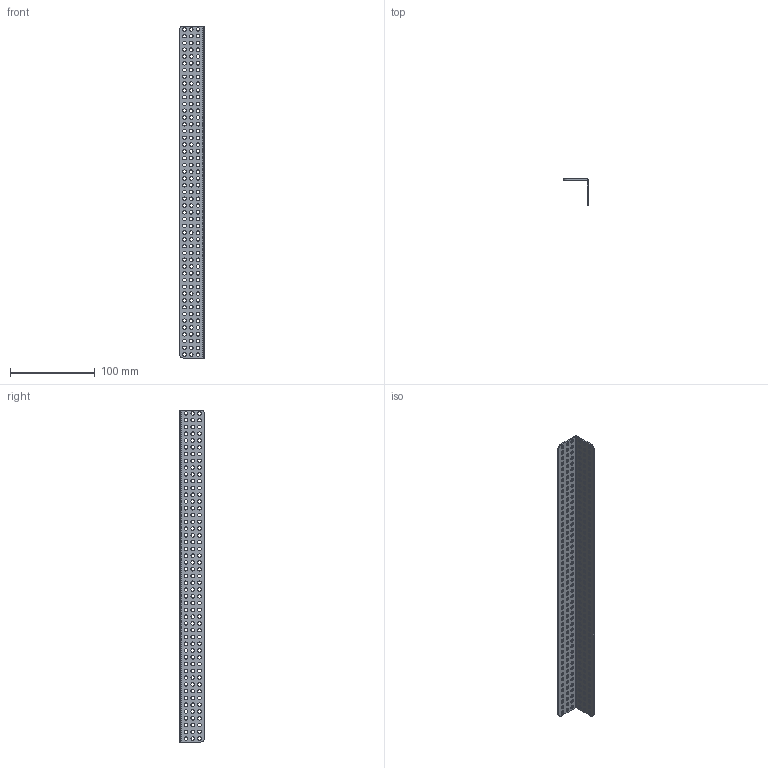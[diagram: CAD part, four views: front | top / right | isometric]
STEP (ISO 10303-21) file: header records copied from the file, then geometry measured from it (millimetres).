
FILE_DESCRIPTION (( 'STEP AP214' ), '1' );
FILE_NAME ('01-0349.STEP', '2025-08-25T09:00:09', ( '' ), ( '' ), 'SwSTEP 2.0', 'SolidWorks 2025', '' );
FILE_SCHEMA (( 'AUTOMOTIVE_DESIGN' ));
Length unit declared in the file: millimetre
Products named in the file (1): 01-0349
Bounding box: 30.3 x 30.3 x 392 mm (x, y, z)
Volume: 30042.4 mm3; surface area: 45187.7 mm2
Topology: 1 solids, 1 shells, 602 faces, 1800 edges, 1200 vertices
Faces by surface type: cylinder 594, plane 8
Entity records: 22211 total; most frequent: DIRECTION 4194, CARTESIAN_POINT 3603, ORIENTED_EDGE 3600, EDGE_CURVE 1800, AXIS2_PLACEMENT_3D 1791, VERTEX_POINT 1200, EDGE_LOOP 1190, CIRCLE 1188
